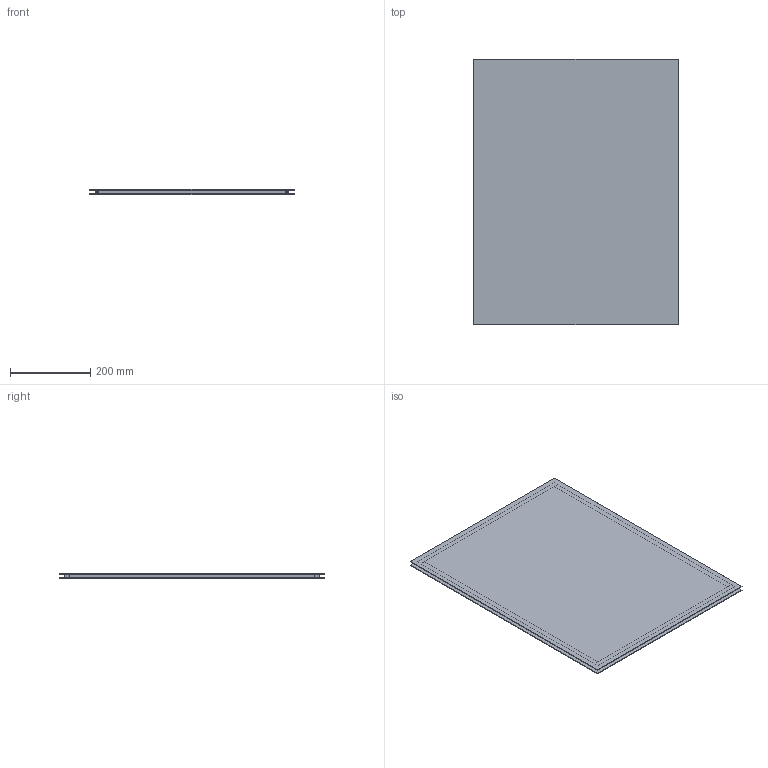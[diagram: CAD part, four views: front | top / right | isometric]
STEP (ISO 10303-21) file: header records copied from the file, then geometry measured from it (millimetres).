
FILE_DESCRIPTION(/* description */ (''),/* implementation_level */ '2;1');
FILE_NAME(/* name */ 'SFDL_SheetPress_18x24_frame.step',/* time_stamp */ '2022-05-03T14:43:27-07:00',/* author */ (''),/* organization */ (''),/* preprocessor_version */ 'ST-DEVELOPER v18.1',/* originating_system */ 'Autodesk Translation Framework v10.14.0.1471',/* authorisation */ '');
FILE_SCHEMA (('AUTOMOTIVE_DESIGN { 1 0 10303 214 3 1 1 }'));
Length unit declared in the file: inch
Products named in the file (3): SFDL_SheetPress_01b; MeltingFrames; 18x24frame
Assembly tree (2 placements, depth 3):
  SFDL_SheetPress_01b
    MeltingFrames
      18x24frame
Bounding box: 508 x 660.4 x 12.7 mm (x, y, z)
Volume: 1328082.6 mm3; surface area: 1448609.9 mm2
Topology: 6 solids, 6 shells, 48 faces, 96 edges, 64 vertices
Faces by surface type: plane 40, cylinder 8
Full cylindrical faces by diameter (mm): 4.064 x8
Entity records: 1322 total; most frequent: DIRECTION 218, CARTESIAN_POINT 213, ORIENTED_EDGE 192, EDGE_CURVE 96, LINE 80, VECTOR 80, AXIS2_PLACEMENT_3D 69, VERTEX_POINT 64
